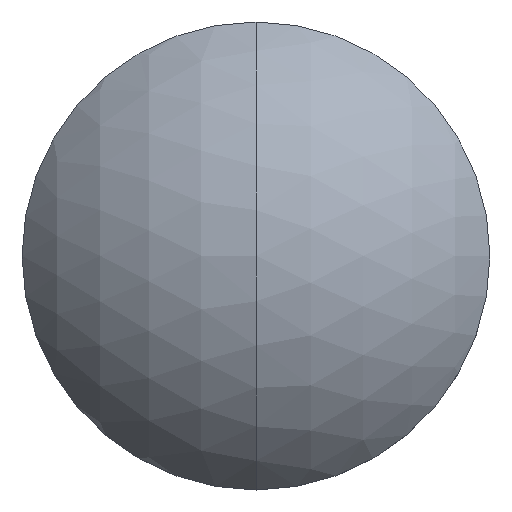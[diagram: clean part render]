
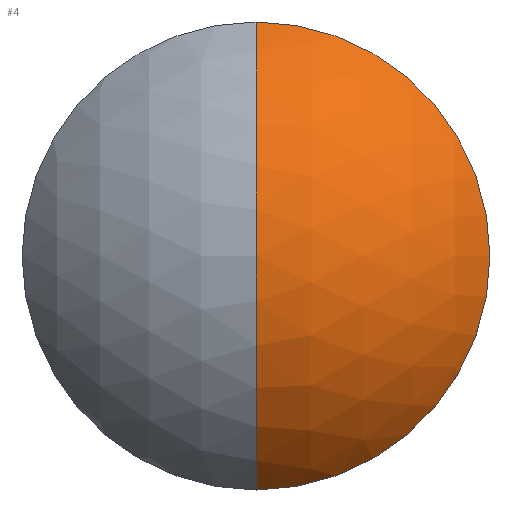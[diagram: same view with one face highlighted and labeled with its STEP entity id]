
A CAD part, top view. The second image highlights one B-rep face of the part: STEP entity #4.
In plain terms, the highlighted spherical face has radius 7.72 mm.
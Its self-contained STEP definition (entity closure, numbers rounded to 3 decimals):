
#1 = VERTEX_POINT ( 'NONE', #149 ) ;
#2 = ORIENTED_EDGE ( 'NONE', *, *, #24, .F. ) ;
#4 = ADVANCED_FACE ( 'NONE', ( #146 ), #69, .T. ) ;
#11 = EDGE_LOOP ( 'NONE', ( #22, #23, #2 ) ) ;
#12 = VERTEX_POINT ( 'NONE', #152 ) ;
#13 = EDGE_CURVE ( 'NONE', #12, #15, #150, .T. ) ;
#15 = VERTEX_POINT ( 'NONE', #153 ) ;
#16 = EDGE_CURVE ( 'NONE', #12, #1, #154, .T. ) ;
#22 = ORIENTED_EDGE ( 'NONE', *, *, #13, .F. ) ;
#23 = ORIENTED_EDGE ( 'NONE', *, *, #16, .T. ) ;
#24 = EDGE_CURVE ( 'NONE', #15, #1, #112, .T. ) ;
#69 = SPHERICAL_SURFACE ( 'NONE', #147, 7.72 ) ;
#80 = DIRECTION ( 'NONE',  ( 0., 1., 0. ) ) ;
#81 = DIRECTION ( 'NONE',  ( 1., 0., 0. ) ) ;
#89 = CARTESIAN_POINT ( 'NONE',  ( -37.566, 16.885, 3.191 ) ) ;
#108 = DIRECTION ( 'NONE',  ( 0., 1., 0. ) ) ;
#109 = DIRECTION ( 'NONE',  ( 0., 0., -1. ) ) ;
#112 = CIRCLE ( 'NONE', #117, 6.35 ) ;
#116 = CARTESIAN_POINT ( 'NONE',  ( -37.566, 16.885, 7.582 ) ) ;
#117 = AXIS2_PLACEMENT_3D ( 'NONE', #116, #109, #108 ) ;
#132 = AXIS2_PLACEMENT_3D ( 'NONE', #138, #81, #80 ) ;
#133 = DIRECTION ( 'NONE',  ( 0., 0., 1. ) ) ;
#134 = DIRECTION ( 'NONE',  ( -1., 0., 0. ) ) ;
#135 = AXIS2_PLACEMENT_3D ( 'NONE', #89, #134, #133 ) ;
#138 = CARTESIAN_POINT ( 'NONE',  ( -37.566, 16.885, 3.191 ) ) ;
#140 = DIRECTION ( 'NONE',  ( 0., 1., 0. ) ) ;
#146 = FACE_OUTER_BOUND ( 'NONE', #11, .T. ) ;
#147 = AXIS2_PLACEMENT_3D ( 'NONE', #151, #155, #140 ) ;
#149 = CARTESIAN_POINT ( 'NONE',  ( -37.566, 10.535, 7.582 ) ) ;
#150 = CIRCLE ( 'NONE', #135, 7.72 ) ;
#151 = CARTESIAN_POINT ( 'NONE',  ( -37.566, 16.885, 3.191 ) ) ;
#152 = CARTESIAN_POINT ( 'NONE',  ( -37.566, 16.885, 10.911 ) ) ;
#153 = CARTESIAN_POINT ( 'NONE',  ( -37.566, 23.235, 7.582 ) ) ;
#154 = CIRCLE ( 'NONE', #132, 7.72 ) ;
#155 = DIRECTION ( 'NONE',  ( 1., 0., 0. ) ) ;
